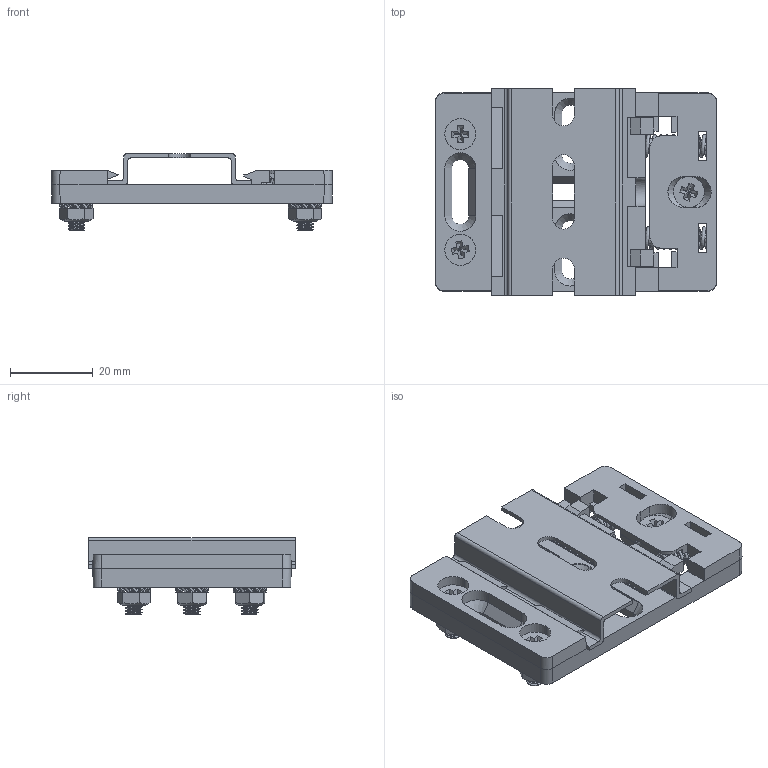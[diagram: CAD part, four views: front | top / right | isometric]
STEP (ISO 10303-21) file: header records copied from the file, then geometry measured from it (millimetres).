
FILE_DESCRIPTION (( 'STEP AP214' ), '1' );
FILE_NAME ('DRB48-2.STEP', '2025-12-13T08:01:12', ( '' ), ( '' ), 'SwSTEP 2.0', 'SolidWorks 2017', '' );
FILE_SCHEMA (( 'AUTOMOTIVE_DESIGN' ));
Length unit declared in the file: millimetre
Products named in the file (27): LOCK WASHER M4; Screw M4x12mm; M4_Counter_sunk_15; DRB48-Clip; Din Rail-50; Hexagonal Nut M4; Screw CSK Head Phillips_M4x10; DRB-Spring; DRB48-2-Plastic Body; DRB48-2
Assembly tree (16 placements, depth 3):
  LOCK WASHER M4
  M4_Counter_sunk_15
  DRB48-Clip
  Din Rail-50
  LOCK WASHER M4
Bounding box: 68 x 50 x 18.55 mm (x, y, z)
Volume: 16487.8 mm3; surface area: 17858.9 mm2
Topology: 17 solids, 17 shells, 862 faces, 2240 edges, 1412 vertices
Faces by surface type: plane 352, cylinder 287, bspline 172, cone 47, torus 4
Entity records: 27824 total; most frequent: CARTESIAN_POINT 15591, ORIENTED_EDGE 2524, DIRECTION 2138, EDGE_CURVE 1262, LINE 844, VECTOR 844, VERTEX_POINT 796, AXIS2_PLACEMENT_3D 647
